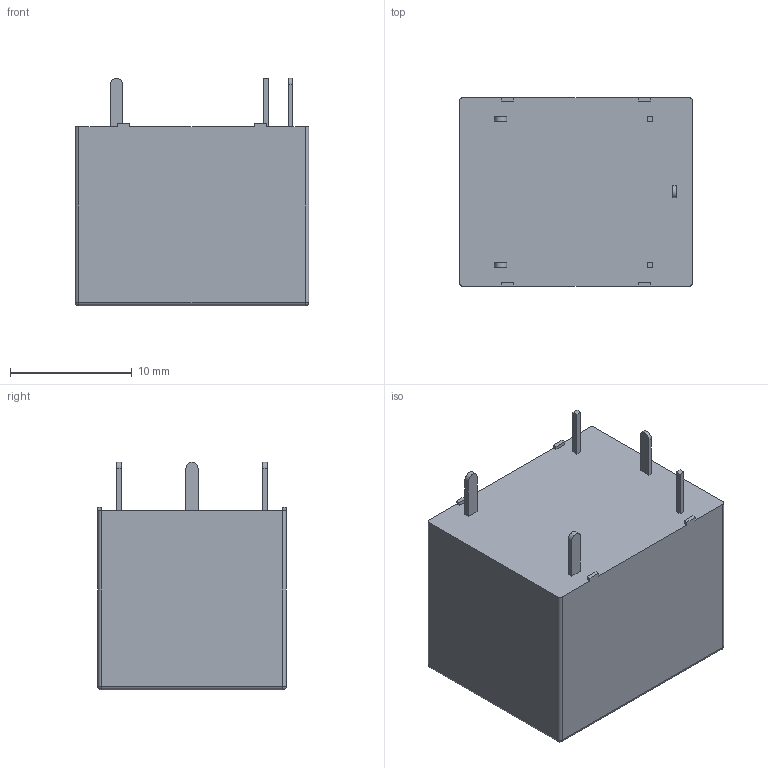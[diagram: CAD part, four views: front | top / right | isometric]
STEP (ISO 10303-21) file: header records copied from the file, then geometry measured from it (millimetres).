
FILE_DESCRIPTION((''),'2;1');
FILE_NAME('C-1-1721150-5','2018-02-16T',('workeradm'),('TE Connectivity Ltd.'),'CREO PARAMETRIC BY PTC INC, 2016050','CREO PARAMETRIC BY PTC INC, 2016050','');
FILE_SCHEMA(('AUTOMOTIVE_DESIGN { 1 0 10303 214 1 1 1 1 }'));
Length unit declared in the file: millimetre
Products named in the file (1): C-1-1721150-5
Bounding box: 19.2 x 15.5 x 18.7 mm (x, y, z)
Volume: 4378.5 mm3; surface area: 1647.9 mm2
Topology: 1 solids, 1 shells, 59 faces, 144 edges, 92 vertices
Faces by surface type: plane 44, cylinder 11, sphere 4
Entity records: 1880 total; most frequent: CARTESIAN_POINT 297, ORIENTED_EDGE 288, DIRECTION 284, EDGE_CURVE 144, COLOUR_RGB 126, VECTOR 122, LINE 122, VERTEX_POINT 92
